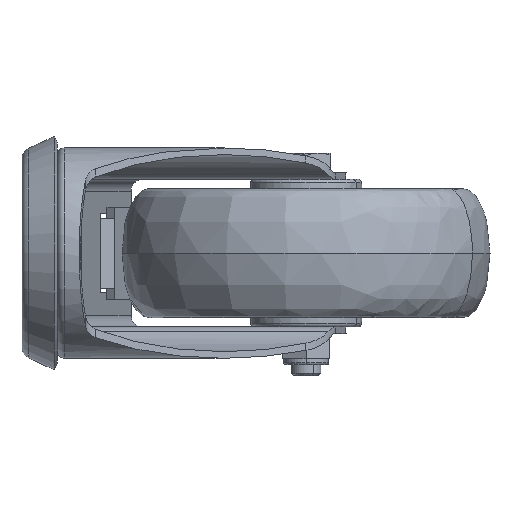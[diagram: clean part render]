
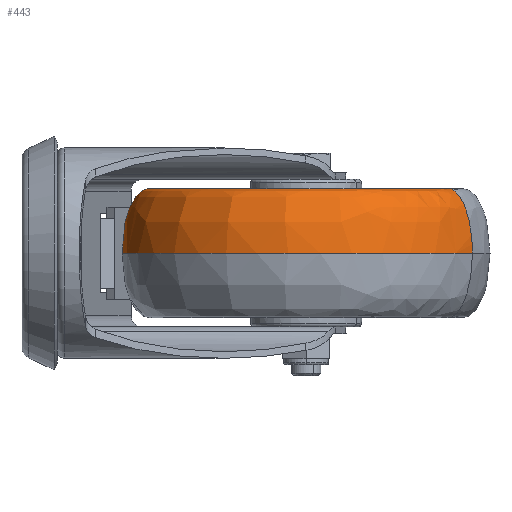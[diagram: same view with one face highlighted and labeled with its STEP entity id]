
A CAD part, left-side view. The second image highlights one B-rep face of the part: STEP entity #443.
In plain terms, the highlighted free-form (B-spline) face has degree [3, 3] with [4, 4] control points.
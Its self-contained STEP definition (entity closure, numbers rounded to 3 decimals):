
#443 = ADVANCED_FACE ( 'NONE', ( #3524 ), #3127, .F. ) ;
#1384 = VERTEX_POINT ( 'NONE', #8408 ) ;
#1442 = CARTESIAN_POINT ( 'NONE',  ( -32.318, 5.814, 17.5 ) ) ;
#1633 = DIRECTION ( 'NONE',  ( 0.432, 0.902, 0. ) ) ;
#1663 = CARTESIAN_POINT ( 'NONE',  ( 10.396, -122.092, 0. ) ) ;
#1957 = EDGE_CURVE ( 'NONE', #13132, #6252, #13511, .T. ) ;
#2243 = ORIENTED_EDGE ( 'NONE', *, *, #1957, .F. ) ;
#2619 = CARTESIAN_POINT ( 'NONE',  ( 53.604, -31.908, 10.251 ) ) ;
#2893 = CARTESIAN_POINT ( 'NONE',  ( 11.738, -119.29, 17.5 ) ) ;
#3127 =( BOUNDED_SURFACE ( )  B_SPLINE_SURFACE ( 3, 3, ( 
 ( #18134, #6807, #15461, #9655 ),
 ( #2893, #16566, #1442, #8275 ),
 ( #18055, #5721, #6714, #2619 ),
 ( #16653, #15370, #3991, #13921 ) ),
 .UNSPECIFIED., .F., .F., .F. ) 
 B_SPLINE_SURFACE_WITH_KNOTS ( ( 4, 4 ),
 ( 4, 4 ),
 ( 0., 1. ),
 ( 0., 1. ),
 .UNSPECIFIED. ) 
 GEOMETRIC_REPRESENTATION_ITEM ( )  RATIONAL_B_SPLINE_SURFACE ( (
 ( 1., 0.333, 0.333, 1.),
 ( 0.805, 0.268, 0.268, 0.805),
 ( 0.805, 0.268, 0.268, 0.805),
 ( 1., 0.333, 0.333, 1.) ) ) 
 REPRESENTATION_ITEM ( '' )  SURFACE ( )  );
#3289 = ORIENTED_EDGE ( 'NONE', *, *, #14631, .T. ) ;
#3524 = FACE_OUTER_BOUND ( 'NONE', #16455, .T. ) ;
#3734 = CARTESIAN_POINT ( 'NONE',  ( 53.604, -31.908, 10.251 ) ) ;
#3991 = CARTESIAN_POINT ( 'NONE',  ( -36.579, 11.3, 0. ) ) ;
#5196 = CARTESIAN_POINT ( 'NONE',  ( 53.604, -31.908, 0. ) ) ;
#5661 = CARTESIAN_POINT ( 'NONE',  ( 13.636, -115.328, 17.5 ) ) ;
#5674 =( BOUNDED_CURVE ( )  B_SPLINE_CURVE ( 3, ( #5661, #11255, #6949, #1663 ),
 .UNSPECIFIED., .F., .F. ) 
 B_SPLINE_CURVE_WITH_KNOTS ( ( 4, 4 ),
 ( 0., 1.571 ),
 .UNSPECIFIED. ) 
 CURVE ( )  GEOMETRIC_REPRESENTATION_ITEM ( )  RATIONAL_B_SPLINE_CURVE ( ( 1., 0.805, 0.805, 1. ) ) 
 REPRESENTATION_ITEM ( '' )  );
#5721 = CARTESIAN_POINT ( 'NONE',  ( -79.788, -78.883, 10.251 ) ) ;
#6252 = VERTEX_POINT ( 'NONE', #10224 ) ;
#6714 = CARTESIAN_POINT ( 'NONE',  ( -36.579, 11.3, 10.251 ) ) ;
#6807 = CARTESIAN_POINT ( 'NONE',  ( -63.019, -78.6, 17.5 ) ) ;
#6949 = CARTESIAN_POINT ( 'NONE',  ( 10.396, -122.092, 10.251 ) ) ;
#7262 = DIRECTION ( 'NONE',  ( 0., 0., 1. ) ) ;
#7913 = AXIS2_PLACEMENT_3D ( 'NONE', #15384, #15750, #1633 ) ;
#8064 = CIRCLE ( 'NONE', #9001, 50. ) ;
#8275 = CARTESIAN_POINT ( 'NONE',  ( 52.262, -34.71, 17.5 ) ) ;
#8408 = CARTESIAN_POINT ( 'NONE',  ( 53.604, -31.908, 0. ) ) ;
#9001 = AXIS2_PLACEMENT_3D ( 'NONE', #10955, #7262, #12870 ) ;
#9311 = CARTESIAN_POINT ( 'NONE',  ( 50.364, -38.672, 17.5 ) ) ;
#9499 = CARTESIAN_POINT ( 'NONE',  ( 52.262, -34.71, 17.5 ) ) ;
#9655 = CARTESIAN_POINT ( 'NONE',  ( 50.364, -38.672, 17.5 ) ) ;
#10224 = CARTESIAN_POINT ( 'NONE',  ( 13.636, -115.328, 17.5 ) ) ;
#10705 = EDGE_CURVE ( 'NONE', #6252, #15636, #5674, .T. ) ;
#10955 = CARTESIAN_POINT ( 'NONE',  ( 32., -77., 0. ) ) ;
#11173 =( BOUNDED_CURVE ( )  B_SPLINE_CURVE ( 3, ( #5196, #3734, #9499, #9311 ),
 .UNSPECIFIED., .F., .F. ) 
 B_SPLINE_CURVE_WITH_KNOTS ( ( 4, 4 ),
 ( 4.712, 6.283 ),
 .UNSPECIFIED. ) 
 CURVE ( )  GEOMETRIC_REPRESENTATION_ITEM ( )  RATIONAL_B_SPLINE_CURVE ( ( 1., 0.805, 0.805, 1. ) ) 
 REPRESENTATION_ITEM ( '' )  );
#11255 = CARTESIAN_POINT ( 'NONE',  ( 11.738, -119.29, 17.5 ) ) ;
#11478 = EDGE_CURVE ( 'NONE', #1384, #13132, #11173, .T. ) ;
#11579 = ORIENTED_EDGE ( 'NONE', *, *, #11478, .F. ) ;
#12556 = CARTESIAN_POINT ( 'NONE',  ( 10.396, -122.092, 0. ) ) ;
#12653 = ORIENTED_EDGE ( 'NONE', *, *, #10705, .F. ) ;
#12870 = DIRECTION ( 'NONE',  ( -0.432, -0.902, 0. ) ) ;
#13132 = VERTEX_POINT ( 'NONE', #15823 ) ;
#13511 = CIRCLE ( 'NONE', #7913, 42.5 ) ;
#13921 = CARTESIAN_POINT ( 'NONE',  ( 53.604, -31.908, 0. ) ) ;
#14631 = EDGE_CURVE ( 'NONE', #1384, #15636, #8064, .T. ) ;
#15370 = CARTESIAN_POINT ( 'NONE',  ( -79.788, -78.883, 0. ) ) ;
#15384 = CARTESIAN_POINT ( 'NONE',  ( 32., -77., 17.5 ) ) ;
#15461 = CARTESIAN_POINT ( 'NONE',  ( -26.292, -1.945, 17.5 ) ) ;
#15636 = VERTEX_POINT ( 'NONE', #12556 ) ;
#15750 = DIRECTION ( 'NONE',  ( 0., 0., 1. ) ) ;
#15823 = CARTESIAN_POINT ( 'NONE',  ( 50.364, -38.672, 17.5 ) ) ;
#16455 = EDGE_LOOP ( 'NONE', ( #11579, #3289, #12653, #2243 ) ) ;
#16566 = CARTESIAN_POINT ( 'NONE',  ( -72.842, -78.766, 17.5 ) ) ;
#16653 = CARTESIAN_POINT ( 'NONE',  ( 10.396, -122.092, 0. ) ) ;
#18055 = CARTESIAN_POINT ( 'NONE',  ( 10.396, -122.092, 10.251 ) ) ;
#18134 = CARTESIAN_POINT ( 'NONE',  ( 13.636, -115.328, 17.5 ) ) ;
